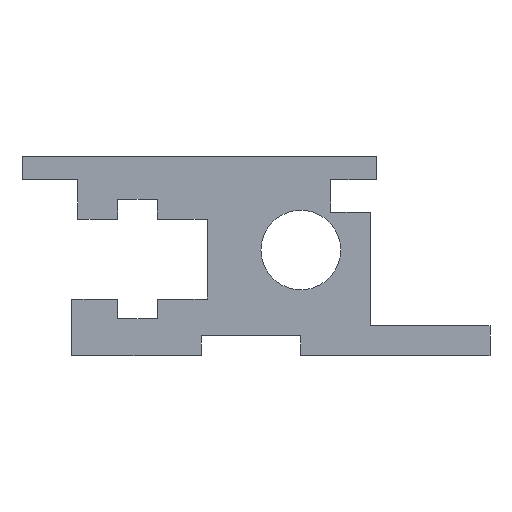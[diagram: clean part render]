
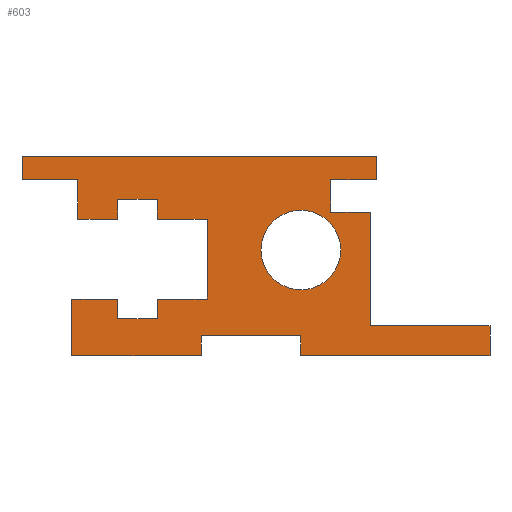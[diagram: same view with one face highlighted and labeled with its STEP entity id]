
A CAD part, front view. The second image highlights one B-rep face of the part: STEP entity #603.
In plain terms, the highlighted planar face has unit normal (0, -1, 0).
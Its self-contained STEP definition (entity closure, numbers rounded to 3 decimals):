
#16=FACE_BOUND('',#52,.T.);
#18=CIRCLE('',#649,2.);
#20=FACE_OUTER_BOUND('',#51,.T.);
#51=EDGE_LOOP('',(#399,#400,#401,#402,#403,#404,#405,#406,#407,#408,#409,
#410,#411,#412,#413,#414,#415,#416,#417,#418,#419,#420,#421,#422,#423,#424,
#425,#426));
#52=EDGE_LOOP('',(#427));
#84=LINE('',#838,#169);
#85=LINE('',#840,#170);
#86=LINE('',#842,#171);
#87=LINE('',#844,#172);
#88=LINE('',#846,#173);
#89=LINE('',#848,#174);
#90=LINE('',#850,#175);
#91=LINE('',#852,#176);
#92=LINE('',#854,#177);
#93=LINE('',#856,#178);
#94=LINE('',#858,#179);
#95=LINE('',#860,#180);
#96=LINE('',#862,#181);
#97=LINE('',#864,#182);
#98=LINE('',#866,#183);
#99=LINE('',#868,#184);
#100=LINE('',#870,#185);
#101=LINE('',#872,#186);
#102=LINE('',#874,#187);
#103=LINE('',#876,#188);
#104=LINE('',#878,#189);
#105=LINE('',#880,#190);
#106=LINE('',#882,#191);
#107=LINE('',#884,#192);
#108=LINE('',#886,#193);
#109=LINE('',#888,#194);
#110=LINE('',#890,#195);
#111=LINE('',#891,#196);
#169=VECTOR('',#685,10.);
#170=VECTOR('',#686,10.);
#171=VECTOR('',#687,10.);
#172=VECTOR('',#688,10.);
#173=VECTOR('',#689,10.);
#174=VECTOR('',#690,10.);
#175=VECTOR('',#691,10.);
#176=VECTOR('',#692,10.);
#177=VECTOR('',#693,10.);
#178=VECTOR('',#694,10.);
#179=VECTOR('',#695,10.);
#180=VECTOR('',#696,10.);
#181=VECTOR('',#697,10.);
#182=VECTOR('',#698,10.);
#183=VECTOR('',#699,10.);
#184=VECTOR('',#700,10.);
#185=VECTOR('',#701,10.);
#186=VECTOR('',#702,10.);
#187=VECTOR('',#703,10.);
#188=VECTOR('',#704,10.);
#189=VECTOR('',#705,10.);
#190=VECTOR('',#706,10.);
#191=VECTOR('',#707,10.);
#192=VECTOR('',#708,10.);
#193=VECTOR('',#709,10.);
#194=VECTOR('',#710,10.);
#195=VECTOR('',#711,10.);
#196=VECTOR('',#712,10.);
#254=VERTEX_POINT('',#836);
#255=VERTEX_POINT('',#837);
#256=VERTEX_POINT('',#839);
#257=VERTEX_POINT('',#841);
#258=VERTEX_POINT('',#843);
#259=VERTEX_POINT('',#845);
#260=VERTEX_POINT('',#847);
#261=VERTEX_POINT('',#849);
#262=VERTEX_POINT('',#851);
#263=VERTEX_POINT('',#853);
#264=VERTEX_POINT('',#855);
#265=VERTEX_POINT('',#857);
#266=VERTEX_POINT('',#859);
#267=VERTEX_POINT('',#861);
#268=VERTEX_POINT('',#863);
#269=VERTEX_POINT('',#865);
#270=VERTEX_POINT('',#867);
#271=VERTEX_POINT('',#869);
#272=VERTEX_POINT('',#871);
#273=VERTEX_POINT('',#873);
#274=VERTEX_POINT('',#875);
#275=VERTEX_POINT('',#877);
#276=VERTEX_POINT('',#879);
#277=VERTEX_POINT('',#881);
#278=VERTEX_POINT('',#883);
#279=VERTEX_POINT('',#885);
#280=VERTEX_POINT('',#887);
#281=VERTEX_POINT('',#889);
#282=VERTEX_POINT('',#892);
#312=EDGE_CURVE('',#254,#255,#84,.T.);
#313=EDGE_CURVE('',#255,#256,#85,.T.);
#314=EDGE_CURVE('',#256,#257,#86,.T.);
#315=EDGE_CURVE('',#257,#258,#87,.T.);
#316=EDGE_CURVE('',#258,#259,#88,.T.);
#317=EDGE_CURVE('',#259,#260,#89,.T.);
#318=EDGE_CURVE('',#260,#261,#90,.T.);
#319=EDGE_CURVE('',#261,#262,#91,.T.);
#320=EDGE_CURVE('',#262,#263,#92,.T.);
#321=EDGE_CURVE('',#263,#264,#93,.T.);
#322=EDGE_CURVE('',#264,#265,#94,.T.);
#323=EDGE_CURVE('',#265,#266,#95,.T.);
#324=EDGE_CURVE('',#266,#267,#96,.T.);
#325=EDGE_CURVE('',#267,#268,#97,.T.);
#326=EDGE_CURVE('',#268,#269,#98,.T.);
#327=EDGE_CURVE('',#269,#270,#99,.T.);
#328=EDGE_CURVE('',#270,#271,#100,.T.);
#329=EDGE_CURVE('',#271,#272,#101,.T.);
#330=EDGE_CURVE('',#272,#273,#102,.T.);
#331=EDGE_CURVE('',#273,#274,#103,.T.);
#332=EDGE_CURVE('',#274,#275,#104,.T.);
#333=EDGE_CURVE('',#275,#276,#105,.T.);
#334=EDGE_CURVE('',#276,#277,#106,.T.);
#335=EDGE_CURVE('',#277,#278,#107,.T.);
#336=EDGE_CURVE('',#278,#279,#108,.T.);
#337=EDGE_CURVE('',#279,#280,#109,.T.);
#338=EDGE_CURVE('',#280,#281,#110,.T.);
#339=EDGE_CURVE('',#281,#254,#111,.T.);
#340=EDGE_CURVE('',#282,#282,#18,.T.);
#399=ORIENTED_EDGE('',*,*,#312,.T.);
#400=ORIENTED_EDGE('',*,*,#313,.T.);
#401=ORIENTED_EDGE('',*,*,#314,.T.);
#402=ORIENTED_EDGE('',*,*,#315,.T.);
#403=ORIENTED_EDGE('',*,*,#316,.T.);
#404=ORIENTED_EDGE('',*,*,#317,.T.);
#405=ORIENTED_EDGE('',*,*,#318,.T.);
#406=ORIENTED_EDGE('',*,*,#319,.T.);
#407=ORIENTED_EDGE('',*,*,#320,.T.);
#408=ORIENTED_EDGE('',*,*,#321,.T.);
#409=ORIENTED_EDGE('',*,*,#322,.T.);
#410=ORIENTED_EDGE('',*,*,#323,.T.);
#411=ORIENTED_EDGE('',*,*,#324,.T.);
#412=ORIENTED_EDGE('',*,*,#325,.T.);
#413=ORIENTED_EDGE('',*,*,#326,.T.);
#414=ORIENTED_EDGE('',*,*,#327,.T.);
#415=ORIENTED_EDGE('',*,*,#328,.T.);
#416=ORIENTED_EDGE('',*,*,#329,.T.);
#417=ORIENTED_EDGE('',*,*,#330,.T.);
#418=ORIENTED_EDGE('',*,*,#331,.T.);
#419=ORIENTED_EDGE('',*,*,#332,.T.);
#420=ORIENTED_EDGE('',*,*,#333,.T.);
#421=ORIENTED_EDGE('',*,*,#334,.T.);
#422=ORIENTED_EDGE('',*,*,#335,.T.);
#423=ORIENTED_EDGE('',*,*,#336,.T.);
#424=ORIENTED_EDGE('',*,*,#337,.T.);
#425=ORIENTED_EDGE('',*,*,#338,.T.);
#426=ORIENTED_EDGE('',*,*,#339,.T.);
#427=ORIENTED_EDGE('',*,*,#340,.T.);
#573=PLANE('',#648);
#603=ADVANCED_FACE('',(#20,#16),#573,.F.);
#648=AXIS2_PLACEMENT_3D('',#835,#683,#684);
#649=AXIS2_PLACEMENT_3D('',#893,#713,#714);
#683=DIRECTION('center_axis',(0.,1.,0.));
#684=DIRECTION('ref_axis',(1.,0.,0.));
#685=DIRECTION('',(-1.,0.,0.));
#686=DIRECTION('',(0.,0.,-1.));
#687=DIRECTION('',(1.,0.,0.));
#688=DIRECTION('',(0.,0.,-1.));
#689=DIRECTION('',(1.,0.,0.));
#690=DIRECTION('',(0.,0.,1.));
#691=DIRECTION('',(1.,0.,0.));
#692=DIRECTION('',(0.,0.,-1.));
#693=DIRECTION('',(1.,0.,0.));
#694=DIRECTION('',(0.,0.,-1.));
#695=DIRECTION('',(-1.,0.,0.));
#696=DIRECTION('',(0.,0.,-1.));
#697=DIRECTION('',(-1.,0.,0.));
#698=DIRECTION('',(0.,0.,1.));
#699=DIRECTION('',(-1.,0.,0.));
#700=DIRECTION('',(0.,0.,-1.));
#701=DIRECTION('',(1.,0.,0.));
#702=DIRECTION('',(0.,0.,1.));
#703=DIRECTION('',(1.,0.,0.));
#704=DIRECTION('',(0.,0.,-1.));
#705=DIRECTION('',(1.,0.,0.));
#706=DIRECTION('',(0.,0.,1.));
#707=DIRECTION('',(-1.,0.,0.));
#708=DIRECTION('',(0.,0.,1.));
#709=DIRECTION('',(-1.,0.,0.));
#710=DIRECTION('',(0.,0.,1.));
#711=DIRECTION('',(1.,0.,0.));
#712=DIRECTION('',(0.,0.,1.));
#713=DIRECTION('center_axis',(0.,1.,0.));
#714=DIRECTION('ref_axis',(1.,0.,0.));
#835=CARTESIAN_POINT('Origin',(-2.25,-213.36,-0.3));
#836=CARTESIAN_POINT('',(3.8,-213.36,4.7));
#837=CARTESIAN_POINT('',(-14.,-213.36,4.7));
#838=CARTESIAN_POINT('',(-14.,-213.36,4.7));
#839=CARTESIAN_POINT('',(-14.,-213.36,3.54));
#840=CARTESIAN_POINT('',(-14.,-213.36,4.7));
#841=CARTESIAN_POINT('',(-11.2,-213.36,3.54));
#842=CARTESIAN_POINT('',(-14.,-213.36,3.54));
#843=CARTESIAN_POINT('',(-11.2,-213.36,1.54));
#844=CARTESIAN_POINT('',(-11.2,-213.36,3.54));
#845=CARTESIAN_POINT('',(-9.2,-213.36,1.54));
#846=CARTESIAN_POINT('',(-11.2,-213.36,1.54));
#847=CARTESIAN_POINT('',(-9.2,-213.36,2.54));
#848=CARTESIAN_POINT('',(-9.2,-213.36,1.54));
#849=CARTESIAN_POINT('',(-7.2,-213.36,2.54));
#850=CARTESIAN_POINT('',(-9.2,-213.36,2.54));
#851=CARTESIAN_POINT('',(-7.2,-213.36,1.54));
#852=CARTESIAN_POINT('',(-7.2,-213.36,2.54));
#853=CARTESIAN_POINT('',(-4.7,-213.36,1.54));
#854=CARTESIAN_POINT('',(-7.2,-213.36,1.54));
#855=CARTESIAN_POINT('',(-4.7,-213.36,-2.46));
#856=CARTESIAN_POINT('',(-4.7,-213.36,1.54));
#857=CARTESIAN_POINT('',(-7.2,-213.36,-2.46));
#858=CARTESIAN_POINT('',(-4.7,-213.36,-2.46));
#859=CARTESIAN_POINT('',(-7.2,-213.36,-3.46));
#860=CARTESIAN_POINT('',(-7.2,-213.36,-2.46));
#861=CARTESIAN_POINT('',(-9.2,-213.36,-3.46));
#862=CARTESIAN_POINT('',(-7.2,-213.36,-3.46));
#863=CARTESIAN_POINT('',(-9.2,-213.36,-2.46));
#864=CARTESIAN_POINT('',(-9.2,-213.36,-3.46));
#865=CARTESIAN_POINT('',(-11.5,-213.36,-2.46));
#866=CARTESIAN_POINT('',(-9.2,-213.36,-2.46));
#867=CARTESIAN_POINT('',(-11.5,-213.36,-5.3));
#868=CARTESIAN_POINT('',(-11.5,-213.36,-2.46));
#869=CARTESIAN_POINT('',(-5.,-213.36,-5.3));
#870=CARTESIAN_POINT('',(-11.5,-213.36,-5.3));
#871=CARTESIAN_POINT('',(-5.,-213.36,-4.3));
#872=CARTESIAN_POINT('',(-5.,-213.36,-5.3));
#873=CARTESIAN_POINT('',(0.,-213.36,-4.3));
#874=CARTESIAN_POINT('',(-5.,-213.36,-4.3));
#875=CARTESIAN_POINT('',(0.,-213.36,-5.3));
#876=CARTESIAN_POINT('',(0.,-213.36,-4.3));
#877=CARTESIAN_POINT('',(9.5,-213.36,-5.3));
#878=CARTESIAN_POINT('',(0.,-213.36,-5.3));
#879=CARTESIAN_POINT('',(9.5,-213.36,-3.8));
#880=CARTESIAN_POINT('',(9.5,-213.36,-5.3));
#881=CARTESIAN_POINT('',(3.5,-213.36,-3.8));
#882=CARTESIAN_POINT('',(9.5,-213.36,-3.8));
#883=CARTESIAN_POINT('',(3.5,-213.36,1.9));
#884=CARTESIAN_POINT('',(3.5,-213.36,1.9));
#885=CARTESIAN_POINT('',(1.5,-213.36,1.9));
#886=CARTESIAN_POINT('',(1.5,-213.36,1.9));
#887=CARTESIAN_POINT('',(1.5,-213.36,3.54));
#888=CARTESIAN_POINT('',(1.5,-213.36,3.54));
#889=CARTESIAN_POINT('',(3.8,-213.36,3.54));
#890=CARTESIAN_POINT('',(3.8,-213.36,3.54));
#891=CARTESIAN_POINT('',(3.8,-213.36,4.7));
#892=CARTESIAN_POINT('',(-2.,-213.36,0.));
#893=CARTESIAN_POINT('Origin',(0.,-213.36,0.));
